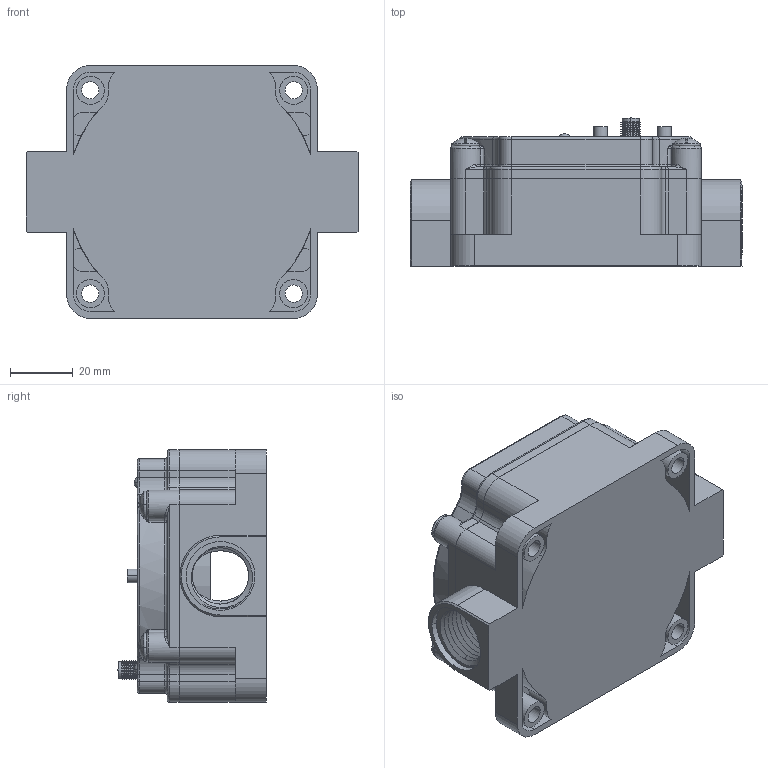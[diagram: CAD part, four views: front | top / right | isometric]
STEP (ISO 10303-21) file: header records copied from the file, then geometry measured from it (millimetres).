
FILE_DESCRIPTION((''),'2;1');
FILE_NAME('188762_ASM','2016-01-28T',('pdmadmin'),(''),'PRO/ENGINEER BY PARAMETRIC TECHNOLOGY CORPORATION, 2013230','PRO/ENGINEER BY PARAMETRIC TECHNOLOGY CORPORATION, 2013230','');
FILE_SCHEMA(('CONFIG_CONTROL_DESIGN'));
Products named in the file (11): 130168_AF0; 120895; 121056; 121057; 120895_ASM; 161499; 122646_ASM; 120801; 131071; SMACON_1; 188762_ASM
Assembly tree (15 placements, depth 4):
  188762_ASM
    130168_AF0
    122646_ASM
      120895_ASM
        120895
        121056  x2
        121057
      161499  x2
    120801
    131071  x4
    SMACON_1
Bounding box: 106.14 x 47.56 x 80.88 mm (x, y, z)
Volume: 71459.5 mm3; surface area: 71031.2 mm2
Topology: 14 solids, 18 shells, 1047 faces, 2515 edges, 1545 vertices
Faces by surface type: cylinder 379, plane 292, torus 154, cone 96, bspline 88, sphere 34, revolution 4
Entity records: 40071 total; most frequent: CARTESIAN_POINT 17460, DIRECTION 4914, ORIENTED_EDGE 4574, EDGE_CURVE 2295, AXIS2_PLACEMENT_3D 1993, VERTEX_POINT 1413, CIRCLE 1093, EDGE_LOOP 1046
